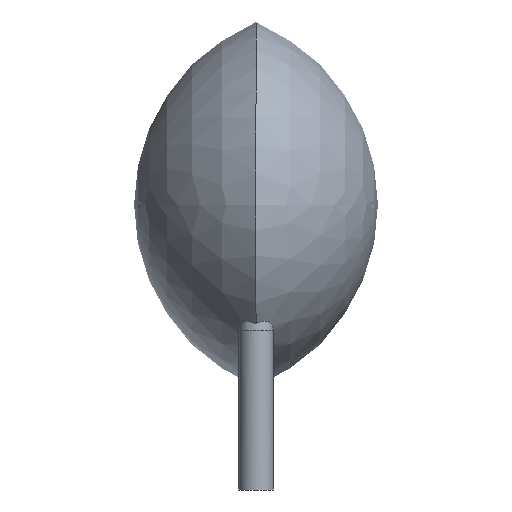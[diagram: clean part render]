
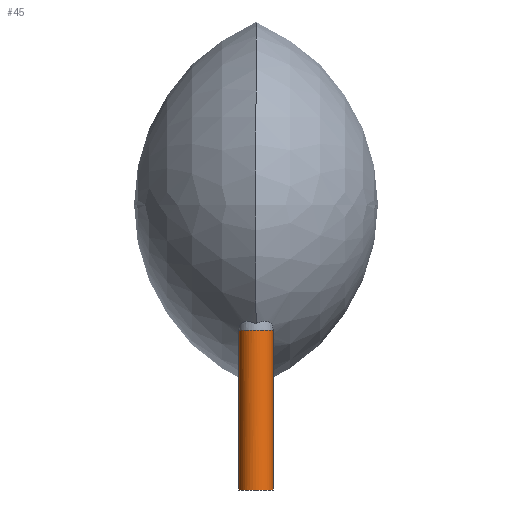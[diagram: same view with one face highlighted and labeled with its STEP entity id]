
A CAD part, left-side view. The second image highlights one B-rep face of the part: STEP entity #45.
In plain terms, the highlighted cylindrical face has radius 0.35 mm (diameter 0.7 mm), a full revolution.
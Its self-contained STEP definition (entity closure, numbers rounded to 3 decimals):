
#32 = EDGE_CURVE('',#33,#33,#35,.T.);
#33 = VERTEX_POINT('',#34);
#34 = CARTESIAN_POINT('',(-2.5,-0.35,-2.));
#35 = CIRCLE('',#36,0.35);
#36 = AXIS2_PLACEMENT_3D('',#37,#38,#39);
#37 = CARTESIAN_POINT('',(-2.5,0.,-2.));
#38 = DIRECTION('',(-0.,0.,1.));
#39 = DIRECTION('',(0.,-1.,0.));
#45 = ADVANCED_FACE('',(#46),#123,.T.);
#46 = FACE_BOUND('',#47,.F.);
#47 = EDGE_LOOP('',(#48,#49,#57,#66,#94,#115,#122));
#48 = ORIENTED_EDGE('',*,*,#32,.F.);
#49 = ORIENTED_EDGE('',*,*,#50,.T.);
#50 = EDGE_CURVE('',#33,#51,#53,.T.);
#51 = VERTEX_POINT('',#52);
#52 = CARTESIAN_POINT('',(-2.5,-0.35,1.275));
#53 = LINE('',#54,#55);
#54 = CARTESIAN_POINT('',(-2.5,-0.35,-2.));
#55 = VECTOR('',#56,1.);
#56 = DIRECTION('',(0.,0.,1.));
#57 = ORIENTED_EDGE('',*,*,#58,.T.);
#58 = EDGE_CURVE('',#51,#59,#61,.T.);
#59 = VERTEX_POINT('',#60);
#60 = CARTESIAN_POINT('',(-2.493,-0.35,1.275));
#61 = CIRCLE('',#62,0.35);
#62 = AXIS2_PLACEMENT_3D('',#63,#64,#65);
#63 = CARTESIAN_POINT('',(-2.5,0.,1.275));
#64 = DIRECTION('',(-0.,0.,1.));
#65 = DIRECTION('',(0.,-1.,0.));
#66 = ORIENTED_EDGE('',*,*,#67,.T.);
#67 = EDGE_CURVE('',#59,#68,#70,.T.);
#68 = VERTEX_POINT('',#69);
#69 = CARTESIAN_POINT('',(-2.15,0.,0.778));
#70 = B_SPLINE_CURVE_WITH_KNOTS('',8,(#71,#72,#73,#74,#75,#76,#77,#78,
#79,#80,#81,#82,#83,#84,#85,#86,#87,#88,#89,#90,#91,#92,#93),
.UNSPECIFIED.,.F.,.F.,(9,7,7,9),(0.,0.471,0.733,1.),
.UNSPECIFIED.);
#71 = CARTESIAN_POINT('',(-2.493,-0.35,1.275));
#72 = CARTESIAN_POINT('',(-2.461,-0.349,1.243
));
#73 = CARTESIAN_POINT('',(-2.429,-0.345,1.21
));
#74 = CARTESIAN_POINT('',(-2.399,-0.338,1.177)
);
#75 = CARTESIAN_POINT('',(-2.369,-0.328,1.144
));
#76 = CARTESIAN_POINT('',(-2.342,-0.315,1.112
));
#77 = CARTESIAN_POINT('',(-2.315,-0.3,1.079
));
#78 = CARTESIAN_POINT('',(-2.291,-0.282,1.047
));
#79 = CARTESIAN_POINT('',(-2.255,-0.251,0.998
));
#80 = CARTESIAN_POINT('',(-2.243,-0.239,0.981
));
#81 = CARTESIAN_POINT('',(-2.231,-0.226,0.964
));
#82 = CARTESIAN_POINT('',(-2.221,-0.212,0.948
));
#83 = CARTESIAN_POINT('',(-2.21,-0.198,0.931
));
#84 = CARTESIAN_POINT('',(-2.201,-0.183,0.915
));
#85 = CARTESIAN_POINT('',(-2.192,-0.168,0.9
));
#86 = CARTESIAN_POINT('',(-2.177,-0.135,0.869)
);
#87 = CARTESIAN_POINT('',(-2.169,-0.118,0.854)
);
#88 = CARTESIAN_POINT('',(-2.163,-0.1,
0.84));
#89 = CARTESIAN_POINT('',(-2.158,-0.081,
0.826));
#90 = CARTESIAN_POINT('',(-2.154,-0.062,
0.813));
#91 = CARTESIAN_POINT('',(-2.151,-0.042,
0.8));
#92 = CARTESIAN_POINT('',(-2.15,-0.021,0.788));
#93 = CARTESIAN_POINT('',(-2.15,0.,0.778));
#94 = ORIENTED_EDGE('',*,*,#95,.T.);
#95 = EDGE_CURVE('',#68,#96,#98,.T.);
#96 = VERTEX_POINT('',#97);
#97 = CARTESIAN_POINT('',(-2.493,0.35,1.275));
#98 = B_SPLINE_CURVE_WITH_KNOTS('',8,(#99,#100,#101,#102,#103,#104,#105,
#106,#107,#108,#109,#110,#111,#112,#113,#114),.UNSPECIFIED.,.F.,.F.,
(9,7,9),(0.,0.501,1.),.UNSPECIFIED.);
#99 = CARTESIAN_POINT('',(-2.15,0.,0.778));
#100 = CARTESIAN_POINT('',(-2.15,0.04,0.798));
#101 = CARTESIAN_POINT('',(-2.155,0.077,
0.821));
#102 = CARTESIAN_POINT('',(-2.165,0.113,0.847
));
#103 = CARTESIAN_POINT('',(-2.177,0.146,0.875
));
#104 = CARTESIAN_POINT('',(-2.194,0.176,0.905
));
#105 = CARTESIAN_POINT('',(-2.212,0.204,0.936)
);
#106 = CARTESIAN_POINT('',(-2.234,0.229,0.968
));
#107 = CARTESIAN_POINT('',(-2.28,0.274,1.034
));
#108 = CARTESIAN_POINT('',(-2.306,0.294,1.067)
);
#109 = CARTESIAN_POINT('',(-2.333,0.311,1.102
));
#110 = CARTESIAN_POINT('',(-2.363,0.326,1.137
));
#111 = CARTESIAN_POINT('',(-2.393,0.337,1.172
));
#112 = CARTESIAN_POINT('',(-2.425,0.345,1.207
));
#113 = CARTESIAN_POINT('',(-2.459,0.349,1.241
));
#114 = CARTESIAN_POINT('',(-2.493,0.35,1.275));
#115 = ORIENTED_EDGE('',*,*,#116,.T.);
#116 = EDGE_CURVE('',#96,#51,#117,.T.);
#117 = CIRCLE('',#118,0.35);
#118 = AXIS2_PLACEMENT_3D('',#119,#120,#121);
#119 = CARTESIAN_POINT('',(-2.5,0.,1.275));
#120 = DIRECTION('',(-0.,0.,1.));
#121 = DIRECTION('',(0.,-1.,0.));
#122 = ORIENTED_EDGE('',*,*,#50,.F.);
#123 = CYLINDRICAL_SURFACE('',#124,0.35);
#124 = AXIS2_PLACEMENT_3D('',#125,#126,#127);
#125 = CARTESIAN_POINT('',(-2.5,0.,-2.));
#126 = DIRECTION('',(-0.,0.,-1.));
#127 = DIRECTION('',(0.,-1.,0.));
